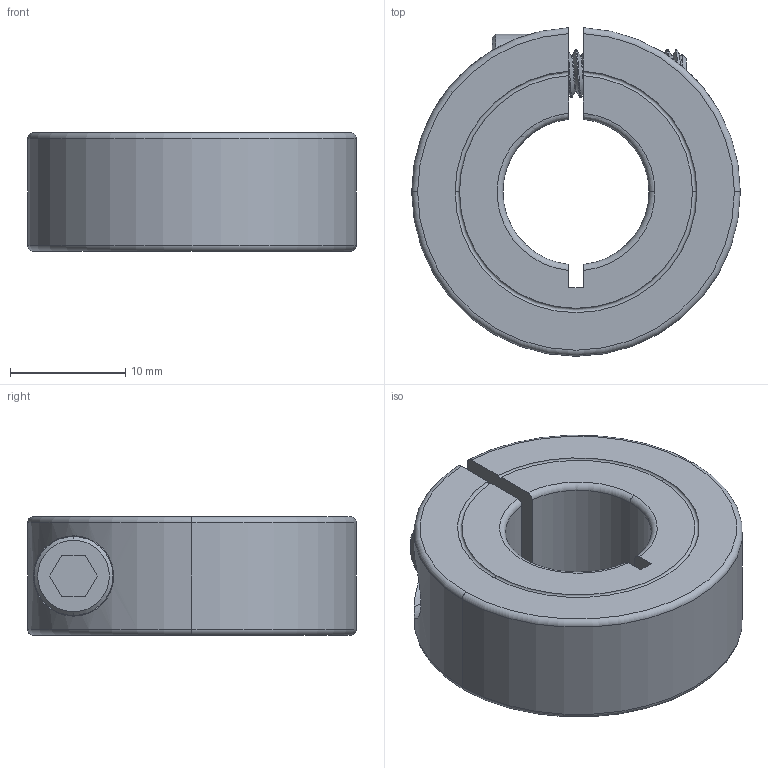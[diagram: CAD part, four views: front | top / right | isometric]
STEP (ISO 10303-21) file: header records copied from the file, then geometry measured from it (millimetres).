
FILE_DESCRIPTION (( 'STEP AP203' ), '1' );
FILE_NAME ('9961K17.step', '2013-05-01T18:44:02', ( '' ), ( '' ), 'SwSTEP 2.0', 'SolidWorks 2010', '' );
FILE_SCHEMA (( 'CONFIG_CONTROL_DESIGN' ));
Length unit declared in the file: inch
Products named in the file (1): 9961K17
Bounding box: 28.57 x 28.56 x 10.32 mm (x, y, z)
Volume: 5004.7 mm3; surface area: 3120.6 mm2
Topology: 2 solids, 2 shells, 87 faces, 235 edges, 155 vertices
Faces by surface type: cylinder 44, plane 20, torus 15, cone 5, bspline 3
Entity records: 5330 total; most frequent: CARTESIAN_POINT 3238, ORIENTED_EDGE 470, DIRECTION 380, EDGE_CURVE 235, VERTEX_POINT 155, AXIS2_PLACEMENT_3D 146, EDGE_LOOP 94, LINE 88
